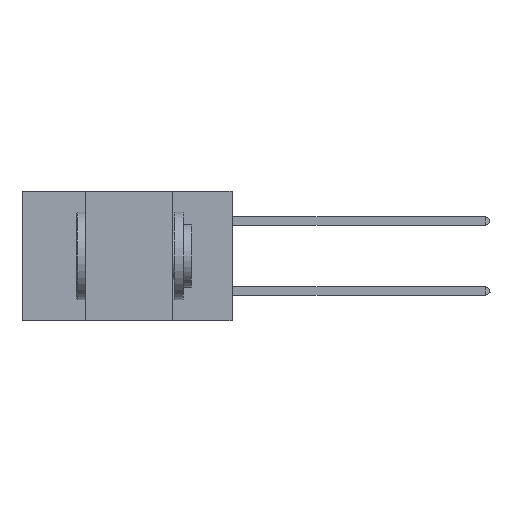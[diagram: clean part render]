
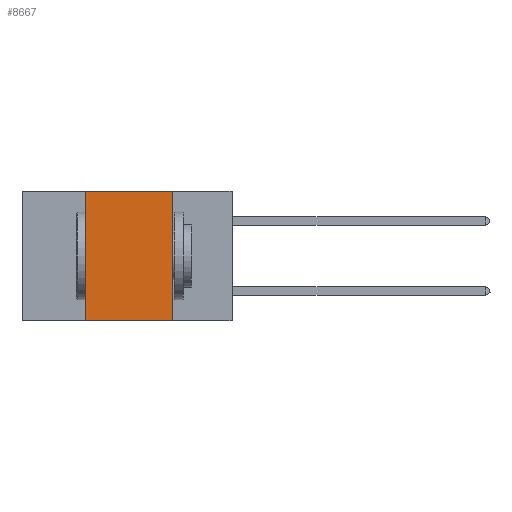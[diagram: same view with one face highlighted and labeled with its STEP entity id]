
A CAD part, left-side view. The second image highlights one B-rep face of the part: STEP entity #8667.
In plain terms, the highlighted planar face has unit normal (-1, 0, 0).
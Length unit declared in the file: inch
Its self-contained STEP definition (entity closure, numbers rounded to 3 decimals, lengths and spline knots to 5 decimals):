
#286 = VERTEX_POINT ( 'NONE', #2147 ) ;
#370 = EDGE_CURVE ( 'NONE', #6593, #6358, #4851, .T. ) ;
#419 = CARTESIAN_POINT ( 'NONE',  ( 0., 0.17, 0. ) ) ;
#779 = ORIENTED_EDGE ( 'NONE', *, *, #9258, .F. ) ;
#974 = FACE_OUTER_BOUND ( 'NONE', #5997, .T. ) ;
#1252 = LINE ( 'NONE', #419, #1702 ) ;
#1702 = VECTOR ( 'NONE', #5167, 39.37008 ) ;
#2147 = CARTESIAN_POINT ( 'NONE',  ( 0., 0.42, 0. ) ) ;
#2154 = PLANE ( 'NONE',  #10548 ) ;
#2532 = CARTESIAN_POINT ( 'NONE',  ( 0., 0.6, -0.37 ) ) ;
#3556 = EDGE_CURVE ( 'NONE', #6593, #286, #9000, .T. ) ;
#3741 = VECTOR ( 'NONE', #7078, 39.37008 ) ;
#4329 = CARTESIAN_POINT ( 'NONE',  ( 0., 0.6, 0. ) ) ;
#4606 = ORIENTED_EDGE ( 'NONE', *, *, #3556, .F. ) ;
#4760 = ORIENTED_EDGE ( 'NONE', *, *, #370, .T. ) ;
#4775 = CARTESIAN_POINT ( 'NONE',  ( 0., 0.42, -0.37 ) ) ;
#4851 = LINE ( 'NONE', #2532, #11419 ) ;
#4879 = VECTOR ( 'NONE', #5320, 39.37008 ) ;
#5167 = DIRECTION ( 'NONE',  ( 0., 0., -1. ) ) ;
#5320 = DIRECTION ( 'NONE',  ( 0., -1., 0. ) ) ;
#5997 = EDGE_LOOP ( 'NONE', ( #779, #7245, #4606, #4760 ) ) ;
#6358 = VERTEX_POINT ( 'NONE', #9057 ) ;
#6593 = VERTEX_POINT ( 'NONE', #4775 ) ;
#6916 = CARTESIAN_POINT ( 'NONE',  ( 0., 0.17, 0. ) ) ;
#7078 = DIRECTION ( 'NONE',  ( 0., 0., 1. ) ) ;
#7245 = ORIENTED_EDGE ( 'NONE', *, *, #11075, .F. ) ;
#8225 = DIRECTION ( 'NONE',  ( 0., -1., 0. ) ) ;
#8667 = ADVANCED_FACE ( 'NONE', ( #974 ), #2154, .F. ) ;
#8857 = CARTESIAN_POINT ( 'NONE',  ( 0., 0.6, 0. ) ) ;
#8943 = CARTESIAN_POINT ( 'NONE',  ( 0., 0.42, 0. ) ) ;
#9000 = LINE ( 'NONE', #8943, #3741 ) ;
#9057 = CARTESIAN_POINT ( 'NONE',  ( 0., 0.17, -0.37 ) ) ;
#9258 = EDGE_CURVE ( 'NONE', #9735, #6358, #1252, .T. ) ;
#9735 = VERTEX_POINT ( 'NONE', #6916 ) ;
#9822 = DIRECTION ( 'NONE',  ( 1., 0., 0. ) ) ;
#10548 = AXIS2_PLACEMENT_3D ( 'NONE', #8857, #9822, #10758 ) ;
#10758 = DIRECTION ( 'NONE',  ( 0., 0., -1. ) ) ;
#11075 = EDGE_CURVE ( 'NONE', #286, #9735, #12108, .T. ) ;
#11419 = VECTOR ( 'NONE', #8225, 39.37008 ) ;
#12108 = LINE ( 'NONE', #4329, #4879 ) ;
